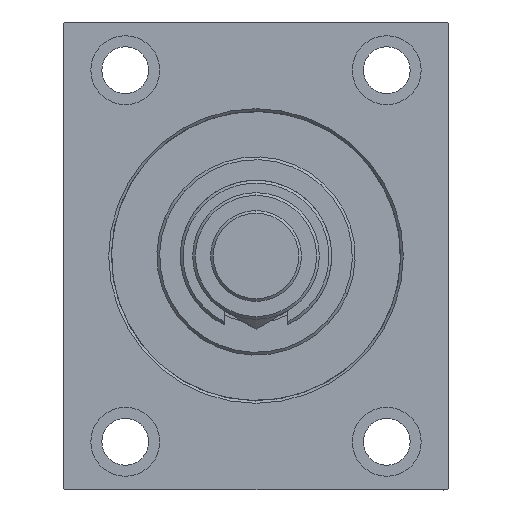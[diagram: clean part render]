
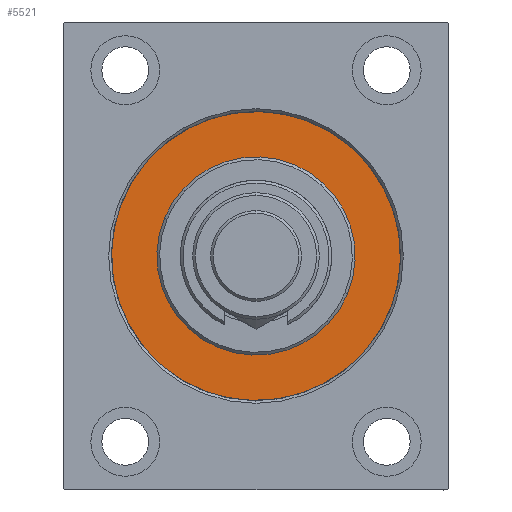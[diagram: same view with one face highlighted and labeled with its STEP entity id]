
A CAD part, left-side view. The second image highlights one B-rep face of the part: STEP entity #5521.
In plain terms, the highlighted face is planar.
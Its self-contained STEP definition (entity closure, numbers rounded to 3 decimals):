
#124 = CIRCLE ( 'NONE', #23061, 52.5 ) ;
#507 = VERTEX_POINT ( 'NONE', #24008 ) ;
#697 = FACE_BOUND ( 'NONE', #19959, .T. ) ;
#932 = CARTESIAN_POINT ( 'NONE',  ( 0., 0., 0. ) ) ;
#1581 = DIRECTION ( 'NONE',  ( 0., 0., -1. ) ) ;
#2068 = AXIS2_PLACEMENT_3D ( 'NONE', #41396, #26783, #8580 ) ;
#4518 = PLANE ( 'NONE',  #23110 ) ;
#4645 = VERTEX_POINT ( 'NONE', #46969 ) ;
#4748 = DIRECTION ( 'NONE',  ( 0., 0., 1. ) ) ;
#5521 = ADVANCED_FACE ( 'NONE', ( #697, #33756 ), #4518, .F. ) ;
#8082 = DIRECTION ( 'NONE',  ( -1., 0., 0. ) ) ;
#8580 = DIRECTION ( 'NONE',  ( 0., 0., 1. ) ) ;
#10691 = CIRCLE ( 'NONE', #14518, 36. ) ;
#10932 = AXIS2_PLACEMENT_3D ( 'NONE', #15953, #45671, #1581 ) ;
#14518 = AXIS2_PLACEMENT_3D ( 'NONE', #29272, #43895, #25670 ) ;
#15750 = EDGE_LOOP ( 'NONE', ( #34842, #46968 ) ) ;
#15953 = CARTESIAN_POINT ( 'NONE',  ( 0., 0., 0. ) ) ;
#17787 = CIRCLE ( 'NONE', #10932, 36. ) ;
#18143 = VERTEX_POINT ( 'NONE', #19892 ) ;
#18642 = ORIENTED_EDGE ( 'NONE', *, *, #42321, .F. ) ;
#19352 = VERTEX_POINT ( 'NONE', #33178 ) ;
#19892 = CARTESIAN_POINT ( 'NONE',  ( 0., 0., -36. ) ) ;
#19959 = EDGE_LOOP ( 'NONE', ( #18642, #21159 ) ) ;
#21159 = ORIENTED_EDGE ( 'NONE', *, *, #32014, .F. ) ;
#23061 = AXIS2_PLACEMENT_3D ( 'NONE', #40907, #8082, #37300 ) ;
#23110 = AXIS2_PLACEMENT_3D ( 'NONE', #932, #33988, #4748 ) ;
#24008 = CARTESIAN_POINT ( 'NONE',  ( 0., 0., 36. ) ) ;
#24228 = EDGE_CURVE ( 'NONE', #19352, #4645, #28868, .T. ) ;
#25670 = DIRECTION ( 'NONE',  ( 0., 0., -1. ) ) ;
#26783 = DIRECTION ( 'NONE',  ( -1., 0., 0. ) ) ;
#28868 = CIRCLE ( 'NONE', #2068, 52.5 ) ;
#29272 = CARTESIAN_POINT ( 'NONE',  ( 0., 0., 0. ) ) ;
#32014 = EDGE_CURVE ( 'NONE', #18143, #507, #10691, .T. ) ;
#33178 = CARTESIAN_POINT ( 'NONE',  ( 0., 0., 52.5 ) ) ;
#33756 = FACE_OUTER_BOUND ( 'NONE', #15750, .T. ) ;
#33988 = DIRECTION ( 'NONE',  ( -1., 0., 0. ) ) ;
#34842 = ORIENTED_EDGE ( 'NONE', *, *, #39143, .F. ) ;
#37300 = DIRECTION ( 'NONE',  ( 0., 0., 1. ) ) ;
#39143 = EDGE_CURVE ( 'NONE', #4645, #19352, #124, .T. ) ;
#40907 = CARTESIAN_POINT ( 'NONE',  ( 0., 0., 0. ) ) ;
#41396 = CARTESIAN_POINT ( 'NONE',  ( 0., 0., 0. ) ) ;
#42321 = EDGE_CURVE ( 'NONE', #507, #18143, #17787, .T. ) ;
#43895 = DIRECTION ( 'NONE',  ( 1., 0., 0. ) ) ;
#45671 = DIRECTION ( 'NONE',  ( 1., 0., 0. ) ) ;
#46968 = ORIENTED_EDGE ( 'NONE', *, *, #24228, .F. ) ;
#46969 = CARTESIAN_POINT ( 'NONE',  ( 0., 0., -52.5 ) ) ;
